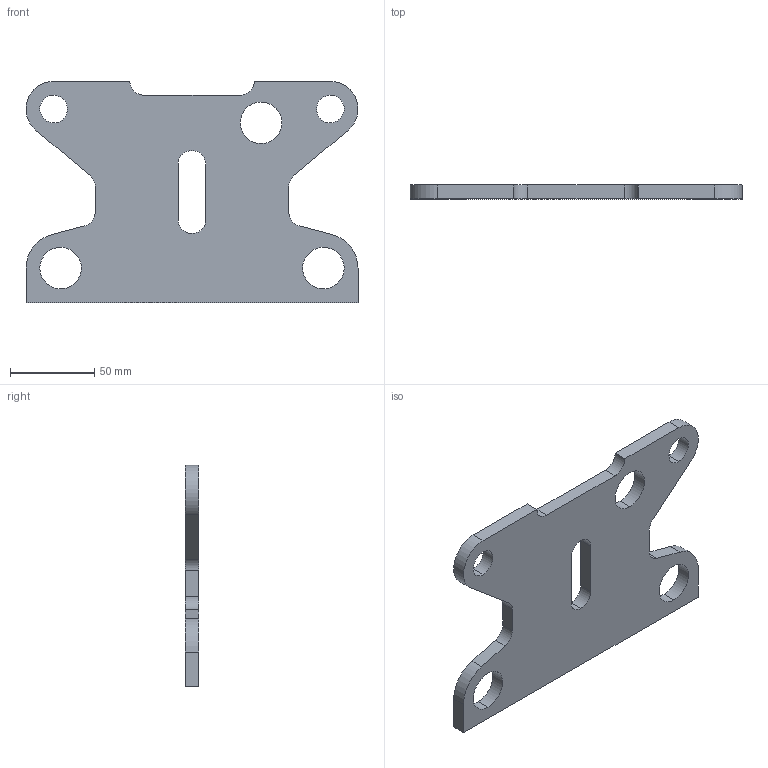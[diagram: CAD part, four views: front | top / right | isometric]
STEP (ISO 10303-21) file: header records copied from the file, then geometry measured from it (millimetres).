
FILE_DESCRIPTION(('FreeCAD Model'),'2;1');
FILE_NAME('Open CASCADE Shape Model','2025-05-09T16:56:44',('FreeCAD'),( 'FreeCAD'),'Open CASCADE STEP processor 7.6','FreeCAD','Unknown');
FILE_SCHEMA(('AUTOMOTIVE_DESIGN { 1 0 10303 214 1 1 1 1 }'));
Length unit declared in the file: millimetre
Products named in the file (1): Open CASCADE STEP translator 7.6 1
Bounding box: 197.62 x 8.23 x 131.75 mm (x, y, z)
Volume: 153434 mm3; surface area: 47108.3 mm2
Topology: 1 solids, 1 shells, 39 faces, 111 edges, 74 vertices
Faces by surface type: bspline 39
Entity records: 1279 total; most frequent: CARTESIAN_POINT 633, ORIENTED_EDGE 222, EDGE_CURVE 111, VERTEX_POINT 74, B_SPLINE_CURVE_WITH_KNOTS 65, FACE_BOUND 51, EDGE_LOOP 51, ADVANCED_FACE 39
